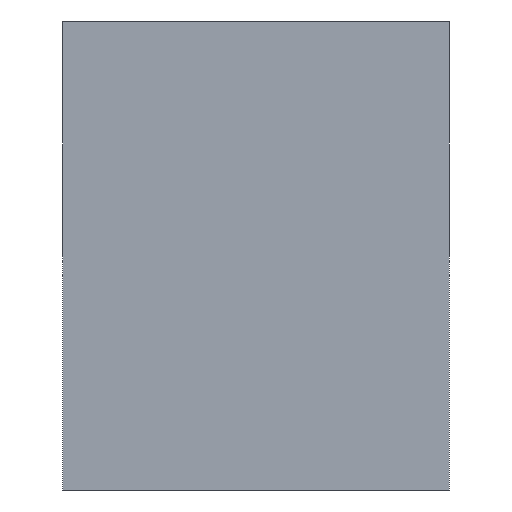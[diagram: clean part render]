
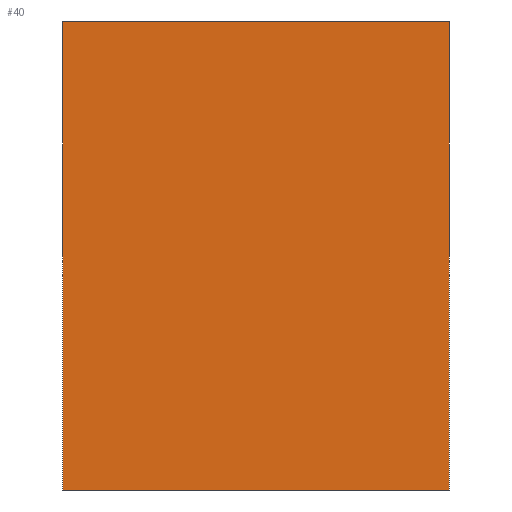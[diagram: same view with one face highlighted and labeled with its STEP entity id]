
A CAD part, left-side view. The second image highlights one B-rep face of the part: STEP entity #40.
In plain terms, the highlighted planar face has unit normal (-1, 0, 0).
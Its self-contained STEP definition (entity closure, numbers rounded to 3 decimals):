
#40 = ADVANCED_FACE( '', ( #85 ), #86, .F. );
#85 = FACE_OUTER_BOUND( '', #134, .T. );
#86 = PLANE( '', #135 );
#134 = EDGE_LOOP( '', ( #189, #190, #191, #192 ) );
#135 = AXIS2_PLACEMENT_3D( '', #193, #194, #195 );
#189 = ORIENTED_EDGE( '', *, *, #258, .T. );
#190 = ORIENTED_EDGE( '', *, *, #256, .F. );
#191 = ORIENTED_EDGE( '', *, *, #248, .F. );
#192 = ORIENTED_EDGE( '', *, *, #259, .T. );
#193 = CARTESIAN_POINT( '', ( -123., 19., 46. ) );
#194 = DIRECTION( '', ( 1., 0., 0. ) );
#195 = DIRECTION( '', ( 0., 1., 0. ) );
#248 = EDGE_CURVE( '', #282, #284, #285, .T. );
#256 = EDGE_CURVE( '', #284, #293, #297, .T. );
#258 = EDGE_CURVE( '', #299, #293, #300, .T. );
#259 = EDGE_CURVE( '', #282, #299, #301, .T. );
#282 = VERTEX_POINT( '', #328 );
#284 = VERTEX_POINT( '', #331 );
#285 = LINE( '', #332, #333 );
#293 = VERTEX_POINT( '', #343 );
#297 = LINE( '', #349, #350 );
#299 = VERTEX_POINT( '', #352 );
#300 = LINE( '', #353, #354 );
#301 = LINE( '', #355, #356 );
#328 = CARTESIAN_POINT( '', ( -123., 19., 46. ) );
#331 = CARTESIAN_POINT( '', ( -123., -19., 46. ) );
#332 = CARTESIAN_POINT( '', ( -123., 19., 46. ) );
#333 = VECTOR( '', #389, 1000. );
#343 = CARTESIAN_POINT( '', ( -123., -19., 0. ) );
#349 = CARTESIAN_POINT( '', ( -123., -19., 46. ) );
#350 = VECTOR( '', #397, 1000. );
#352 = CARTESIAN_POINT( '', ( -123., 19., 0. ) );
#353 = CARTESIAN_POINT( '', ( -123., 19., 0. ) );
#354 = VECTOR( '', #398, 1000. );
#355 = CARTESIAN_POINT( '', ( -123., 19., 46. ) );
#356 = VECTOR( '', #399, 1000. );
#389 = DIRECTION( '', ( 0., -1., 0. ) );
#397 = DIRECTION( '', ( 0., 0., -1. ) );
#398 = DIRECTION( '', ( 0., -1., 0. ) );
#399 = DIRECTION( '', ( 0., 0., -1. ) );
